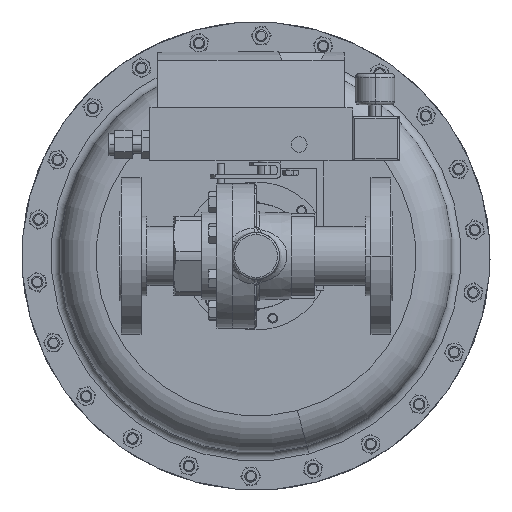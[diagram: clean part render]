
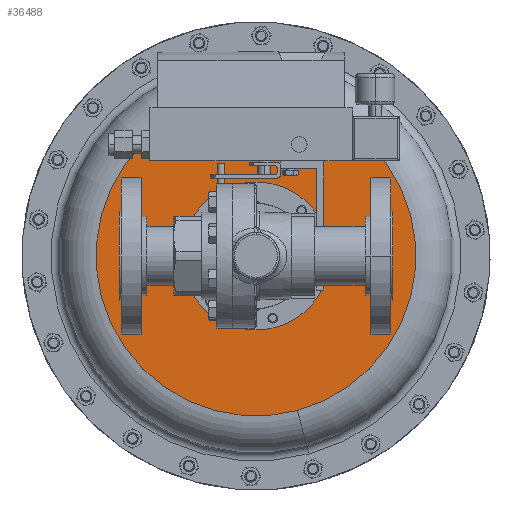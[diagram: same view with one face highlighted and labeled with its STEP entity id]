
A CAD part, front view. The second image highlights one B-rep face of the part: STEP entity #36488.
In plain terms, the highlighted planar face has unit normal (0, -1, 0).
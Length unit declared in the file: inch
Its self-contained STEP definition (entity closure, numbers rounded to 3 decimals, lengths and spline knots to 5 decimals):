
#706 = EDGE_LOOP ( 'NONE', ( #39417, #32983 ) ) ;
#2020 = ORIENTED_EDGE ( 'NONE', *, *, #35891, .T. ) ;
#2666 = DIRECTION ( 'NONE',  ( -0.259, 0., 0.966 ) ) ;
#5061 = CARTESIAN_POINT ( 'NONE',  ( 0., 7.2525, 0. ) ) ;
#6414 = CARTESIAN_POINT ( 'NONE',  ( 0., 7.2525, 0. ) ) ;
#7258 = ORIENTED_EDGE ( 'NONE', *, *, #15778, .T. ) ;
#8535 = DIRECTION ( 'NONE',  ( -0.259, 0., 0.966 ) ) ;
#8756 = CARTESIAN_POINT ( 'NONE',  ( -1.67938, 7.2525, 1.67938 ) ) ;
#8859 = AXIS2_PLACEMENT_3D ( 'NONE', #5061, #29464, #8535 ) ;
#9903 = DIRECTION ( 'NONE',  ( 0.707, 0., -0.707 ) ) ;
#12069 = AXIS2_PLACEMENT_3D ( 'NONE', #44519, #23508, #2666 ) ;
#12390 = CIRCLE ( 'NONE', #40729, 2.375 ) ;
#14234 = VERTEX_POINT ( 'NONE', #29787 ) ;
#15778 = EDGE_CURVE ( 'NONE', #25931, #17539, #12390, .T. ) ;
#17006 = AXIS2_PLACEMENT_3D ( 'NONE', #20074, #44625, #23621 ) ;
#17309 = PLANE ( 'NONE',  #26993 ) ;
#17377 = EDGE_CURVE ( 'NONE', #14234, #26260, #22209, .T. ) ;
#17539 = VERTEX_POINT ( 'NONE', #34977 ) ;
#17747 = EDGE_CURVE ( 'NONE', #26260, #14234, #22736, .T. ) ;
#20074 = CARTESIAN_POINT ( 'NONE',  ( 0., 7.2525, 0. ) ) ;
#22209 = CIRCLE ( 'NONE', #12069, 5.125 ) ;
#22736 = CIRCLE ( 'NONE', #8859, 5.125 ) ;
#23508 = DIRECTION ( 'NONE',  ( 0., 1., 0. ) ) ;
#23621 = DIRECTION ( 'NONE',  ( 0.707, 0., -0.707 ) ) ;
#24196 = DIRECTION ( 'NONE',  ( 0., -1., 0. ) ) ;
#25514 = CARTESIAN_POINT ( 'NONE',  ( 1.32645, 7.2525, -4.95037 ) ) ;
#25931 = VERTEX_POINT ( 'NONE', #8756 ) ;
#26260 = VERTEX_POINT ( 'NONE', #25514 ) ;
#26993 = AXIS2_PLACEMENT_3D ( 'NONE', #34738, #24196, #41815 ) ;
#28301 = CIRCLE ( 'NONE', #17006, 2.375 ) ;
#29359 = FACE_OUTER_BOUND ( 'NONE', #706, .T. ) ;
#29464 = DIRECTION ( 'NONE',  ( 0., 1., 0. ) ) ;
#29787 = CARTESIAN_POINT ( 'NONE',  ( -1.32645, 7.2525, 4.95037 ) ) ;
#30451 = FACE_BOUND ( 'NONE', #33288, .T. ) ;
#30840 = DIRECTION ( 'NONE',  ( 0., 1., 0. ) ) ;
#32983 = ORIENTED_EDGE ( 'NONE', *, *, #17747, .F. ) ;
#33288 = EDGE_LOOP ( 'NONE', ( #7258, #2020 ) ) ;
#34738 = CARTESIAN_POINT ( 'NONE',  ( 4.95037, 7.2525, 1.32645 ) ) ;
#34977 = CARTESIAN_POINT ( 'NONE',  ( 1.67938, 7.2525, -1.67938 ) ) ;
#35891 = EDGE_CURVE ( 'NONE', #17539, #25931, #28301, .T. ) ;
#36488 = ADVANCED_FACE ( 'NONE', ( #29359, #30451 ), #17309, .T. ) ;
#39417 = ORIENTED_EDGE ( 'NONE', *, *, #17377, .F. ) ;
#40729 = AXIS2_PLACEMENT_3D ( 'NONE', #6414, #30840, #9903 ) ;
#41815 = DIRECTION ( 'NONE',  ( 0.259, 0., -0.966 ) ) ;
#44519 = CARTESIAN_POINT ( 'NONE',  ( 0., 7.2525, 0. ) ) ;
#44625 = DIRECTION ( 'NONE',  ( 0., 1., 0. ) ) ;
